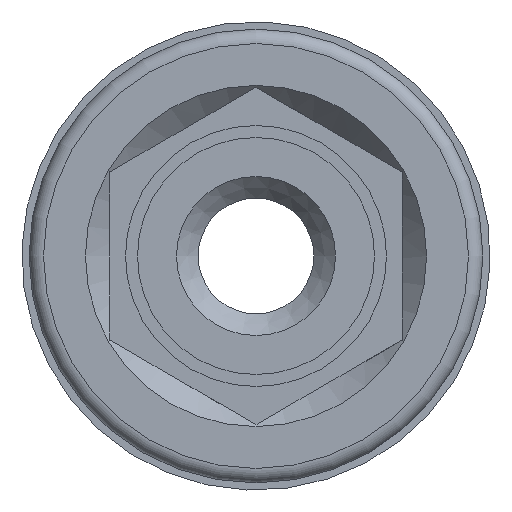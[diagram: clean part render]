
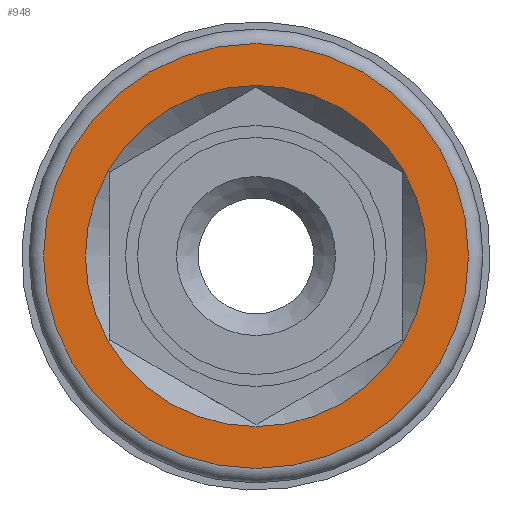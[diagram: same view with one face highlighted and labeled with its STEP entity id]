
A CAD part, left-side view. The second image highlights one B-rep face of the part: STEP entity #948.
In plain terms, the highlighted planar face has unit normal (-1, 0, 0).
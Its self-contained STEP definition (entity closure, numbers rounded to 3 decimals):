
#161=FACE_BOUND('',#325,.T.);
#227=FACE_OUTER_BOUND('',#324,.T.);
#324=EDGE_LOOP('',(#800));
#325=EDGE_LOOP('',(#801));
#383=CIRCLE('',#1054,5.9);
#387=CIRCLE('',#1068,7.35);
#459=VERTEX_POINT('',#1622);
#469=VERTEX_POINT('',#1658);
#565=EDGE_CURVE('',#459,#459,#383,.T.);
#581=EDGE_CURVE('',#469,#469,#387,.T.);
#800=ORIENTED_EDGE('',*,*,#581,.F.);
#801=ORIENTED_EDGE('',*,*,#565,.T.);
#835=PLANE('',#1072);
#948=ADVANCED_FACE('',(#227,#161),#835,.T.);
#1054=AXIS2_PLACEMENT_3D('',#1623,#1291,#1292);
#1068=AXIS2_PLACEMENT_3D('',#1659,#1331,#1332);
#1072=AXIS2_PLACEMENT_3D('',#1665,#1339,#1340);
#1291=DIRECTION('center_axis',(1.,0.,0.));
#1292=DIRECTION('ref_axis',(0.,1.,0.));
#1331=DIRECTION('center_axis',(1.,0.,0.));
#1332=DIRECTION('ref_axis',(0.,-1.,0.));
#1339=DIRECTION('center_axis',(-1.,0.,0.));
#1340=DIRECTION('ref_axis',(0.,0.,1.));
#1622=CARTESIAN_POINT('',(0.,5.9,0.));
#1623=CARTESIAN_POINT('Origin',(0.,0.,0.));
#1658=CARTESIAN_POINT('',(0.,7.35,0.));
#1659=CARTESIAN_POINT('Origin',(0.,0.,0.));
#1665=CARTESIAN_POINT('Origin',(0.,0.,0.));
